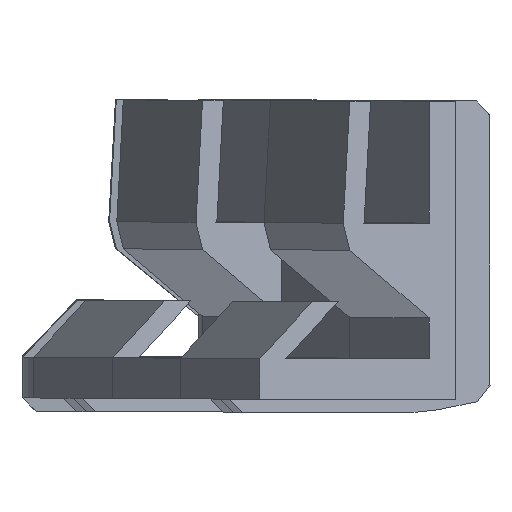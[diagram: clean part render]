
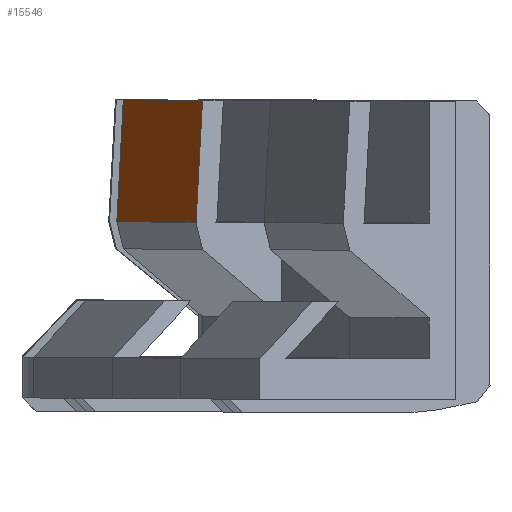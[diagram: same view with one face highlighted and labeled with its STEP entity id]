
A CAD part, left-side view. The second image highlights one B-rep face of the part: STEP entity #15546.
In plain terms, the highlighted face is planar.
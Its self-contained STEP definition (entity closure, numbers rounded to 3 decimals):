
#13651 = PLANE('',#13652);
#13652 = AXIS2_PLACEMENT_3D('',#13653,#13654,#13655);
#13653 = CARTESIAN_POINT('',(-10.5,5.766,9.503));
#13654 = DIRECTION('',(-1.,0.,0.));
#13655 = DIRECTION('',(0.,0.,1.));
#14085 = PLANE('',#14086);
#14086 = AXIS2_PLACEMENT_3D('',#14087,#14088,#14089);
#14087 = CARTESIAN_POINT('',(10.5,5.766,9.503));
#14088 = DIRECTION('',(-1.,0.,0.));
#14089 = DIRECTION('',(0.,0.,1.));
#14345 = VERTEX_POINT('',#14346);
#14346 = CARTESIAN_POINT('',(-10.5,8.1,22.));
#14360 = PLANE('',#14361);
#14361 = AXIS2_PLACEMENT_3D('',#14362,#14363,#14364);
#14362 = CARTESIAN_POINT('',(0.,6.5,22.));
#14363 = DIRECTION('',(0.,0.,-1.));
#14364 = DIRECTION('',(0.,1.,0.));
#14372 = EDGE_CURVE('',#14345,#14373,#14375,.T.);
#14373 = VERTEX_POINT('',#14374);
#14374 = CARTESIAN_POINT('',(-10.5,8.6,13.));
#14375 = SURFACE_CURVE('',#14376,(#14380,#14387),.PCURVE_S1.);
#14376 = LINE('',#14377,#14378);
#14377 = CARTESIAN_POINT('',(-10.5,8.1,22.));
#14378 = VECTOR('',#14379,1.);
#14379 = DIRECTION('',(0.,0.055,-0.998));
#14380 = PCURVE('',#13651,#14381);
#14381 = DEFINITIONAL_REPRESENTATION('',(#14382),#14386);
#14382 = LINE('',#14383,#14384);
#14383 = CARTESIAN_POINT('',(12.497,2.334));
#14384 = VECTOR('',#14385,1.);
#14385 = DIRECTION('',(-0.998,0.055));
#14386 = ( GEOMETRIC_REPRESENTATION_CONTEXT(2) 
PARAMETRIC_REPRESENTATION_CONTEXT() REPRESENTATION_CONTEXT('2D SPACE',''
  ) );
#14387 = PCURVE('',#14388,#14393);
#14388 = PLANE('',#14389);
#14389 = AXIS2_PLACEMENT_3D('',#14390,#14391,#14392);
#14390 = CARTESIAN_POINT('',(0.,8.1,22.));
#14391 = DIRECTION('',(-0.,-0.998,-0.055));
#14392 = DIRECTION('',(0.,0.055,-0.998));
#14393 = DEFINITIONAL_REPRESENTATION('',(#14394),#14398);
#14394 = LINE('',#14395,#14396);
#14395 = CARTESIAN_POINT('',(0.,-10.5));
#14396 = VECTOR('',#14397,1.);
#14397 = DIRECTION('',(1.,0.));
#14398 = ( GEOMETRIC_REPRESENTATION_CONTEXT(2) 
PARAMETRIC_REPRESENTATION_CONTEXT() REPRESENTATION_CONTEXT('2D SPACE',''
  ) );
#14416 = PLANE('',#14417);
#14417 = AXIS2_PLACEMENT_3D('',#14418,#14419,#14420);
#14418 = CARTESIAN_POINT('',(0.,8.6,13.));
#14419 = DIRECTION('',(0.,-0.97,0.243));
#14420 = DIRECTION('',(-0.,-0.243,-0.97));
#15191 = VERTEX_POINT('',#15192);
#15192 = CARTESIAN_POINT('',(10.5,8.1,22.));
#15213 = EDGE_CURVE('',#15191,#15214,#15216,.T.);
#15214 = VERTEX_POINT('',#15215);
#15215 = CARTESIAN_POINT('',(10.5,8.6,13.));
#15216 = SURFACE_CURVE('',#15217,(#15221,#15228),.PCURVE_S1.);
#15217 = LINE('',#15218,#15219);
#15218 = CARTESIAN_POINT('',(10.5,8.1,22.));
#15219 = VECTOR('',#15220,1.);
#15220 = DIRECTION('',(0.,0.055,-0.998));
#15221 = PCURVE('',#14085,#15222);
#15222 = DEFINITIONAL_REPRESENTATION('',(#15223),#15227);
#15223 = LINE('',#15224,#15225);
#15224 = CARTESIAN_POINT('',(12.497,2.334));
#15225 = VECTOR('',#15226,1.);
#15226 = DIRECTION('',(-0.998,0.055));
#15227 = ( GEOMETRIC_REPRESENTATION_CONTEXT(2) 
PARAMETRIC_REPRESENTATION_CONTEXT() REPRESENTATION_CONTEXT('2D SPACE',''
  ) );
#15228 = PCURVE('',#14388,#15229);
#15229 = DEFINITIONAL_REPRESENTATION('',(#15230),#15234);
#15230 = LINE('',#15231,#15232);
#15231 = CARTESIAN_POINT('',(0.,10.5));
#15232 = VECTOR('',#15233,1.);
#15233 = DIRECTION('',(1.,0.));
#15234 = ( GEOMETRIC_REPRESENTATION_CONTEXT(2) 
PARAMETRIC_REPRESENTATION_CONTEXT() REPRESENTATION_CONTEXT('2D SPACE',''
  ) );
#15524 = EDGE_CURVE('',#15191,#14345,#15525,.T.);
#15525 = SURFACE_CURVE('',#15526,(#15530,#15537),.PCURVE_S1.);
#15526 = LINE('',#15527,#15528);
#15527 = CARTESIAN_POINT('',(10.5,8.1,22.));
#15528 = VECTOR('',#15529,1.);
#15529 = DIRECTION('',(-1.,0.,0.));
#15530 = PCURVE('',#14360,#15531);
#15531 = DEFINITIONAL_REPRESENTATION('',(#15532),#15536);
#15532 = LINE('',#15533,#15534);
#15533 = CARTESIAN_POINT('',(1.6,10.5));
#15534 = VECTOR('',#15535,1.);
#15535 = DIRECTION('',(0.,-1.));
#15536 = ( GEOMETRIC_REPRESENTATION_CONTEXT(2) 
PARAMETRIC_REPRESENTATION_CONTEXT() REPRESENTATION_CONTEXT('2D SPACE',''
  ) );
#15537 = PCURVE('',#14388,#15538);
#15538 = DEFINITIONAL_REPRESENTATION('',(#15539),#15543);
#15539 = LINE('',#15540,#15541);
#15540 = CARTESIAN_POINT('',(0.,10.5));
#15541 = VECTOR('',#15542,1.);
#15542 = DIRECTION('',(0.,-1.));
#15543 = ( GEOMETRIC_REPRESENTATION_CONTEXT(2) 
PARAMETRIC_REPRESENTATION_CONTEXT() REPRESENTATION_CONTEXT('2D SPACE',''
  ) );
#15546 = ADVANCED_FACE('',(#15547),#14388,.F.);
#15547 = FACE_BOUND('',#15548,.F.);
#15548 = EDGE_LOOP('',(#15549,#15550,#15571,#15572));
#15549 = ORIENTED_EDGE('',*,*,#14372,.T.);
#15550 = ORIENTED_EDGE('',*,*,#15551,.F.);
#15551 = EDGE_CURVE('',#15214,#14373,#15552,.T.);
#15552 = SURFACE_CURVE('',#15553,(#15557,#15564),.PCURVE_S1.);
#15553 = LINE('',#15554,#15555);
#15554 = CARTESIAN_POINT('',(10.5,8.6,13.));
#15555 = VECTOR('',#15556,1.);
#15556 = DIRECTION('',(-1.,0.,0.));
#15557 = PCURVE('',#14388,#15558);
#15558 = DEFINITIONAL_REPRESENTATION('',(#15559),#15563);
#15559 = LINE('',#15560,#15561);
#15560 = CARTESIAN_POINT('',(9.014,10.5));
#15561 = VECTOR('',#15562,1.);
#15562 = DIRECTION('',(0.,-1.));
#15563 = ( GEOMETRIC_REPRESENTATION_CONTEXT(2) 
PARAMETRIC_REPRESENTATION_CONTEXT() REPRESENTATION_CONTEXT('2D SPACE',''
  ) );
#15564 = PCURVE('',#14416,#15565);
#15565 = DEFINITIONAL_REPRESENTATION('',(#15566),#15570);
#15566 = LINE('',#15567,#15568);
#15567 = CARTESIAN_POINT('',(-0.,10.5));
#15568 = VECTOR('',#15569,1.);
#15569 = DIRECTION('',(0.,-1.));
#15570 = ( GEOMETRIC_REPRESENTATION_CONTEXT(2) 
PARAMETRIC_REPRESENTATION_CONTEXT() REPRESENTATION_CONTEXT('2D SPACE',''
  ) );
#15571 = ORIENTED_EDGE('',*,*,#15213,.F.);
#15572 = ORIENTED_EDGE('',*,*,#15524,.T.);
